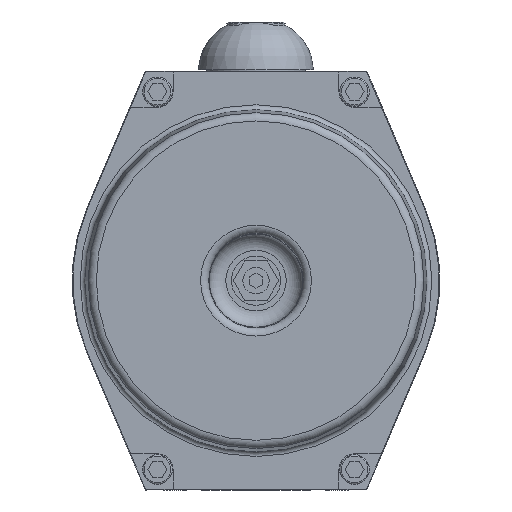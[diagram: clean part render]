
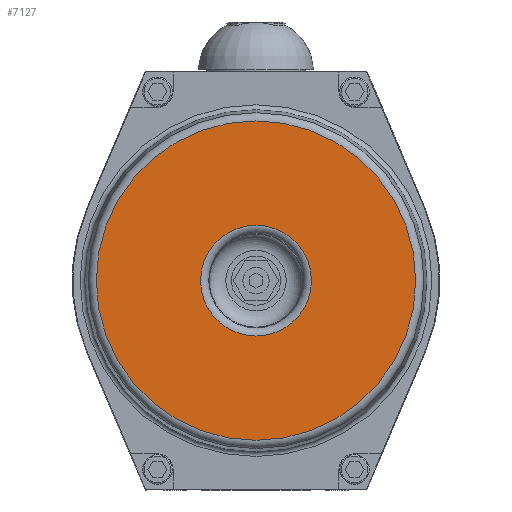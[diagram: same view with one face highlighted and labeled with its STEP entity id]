
A CAD part, left-side view. The second image highlights one B-rep face of the part: STEP entity #7127.
In plain terms, the highlighted planar face has unit normal (-1, 0, 0).
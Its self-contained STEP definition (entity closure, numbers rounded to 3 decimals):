
#199=PLANE('',#7548);
#454=CIRCLE('',#7518,97.261);
#460=CIRCLE('',#7549,33.745);
#1316=ORIENTED_EDGE('',*,*,#2182,.F.);
#1317=ORIENTED_EDGE('',*,*,#2240,.F.);
#2182=EDGE_CURVE('',#2745,#2745,#454,.T.);
#2240=EDGE_CURVE('',#2795,#2795,#460,.F.);
#2745=VERTEX_POINT('',#10071);
#2795=VERTEX_POINT('',#10204);
#4179=EDGE_LOOP('',(#1316));
#4180=EDGE_LOOP('',(#1317));
#4608=FACE_BOUND('',#4179,.T.);
#4609=FACE_BOUND('',#4180,.T.);
#7127=ADVANCED_FACE('',(#4608,#4609),#199,.F.);
#7518=AXIS2_PLACEMENT_3D('',#10070,#8459,#8460);
#7548=AXIS2_PLACEMENT_3D('',#10202,#8571,#8572);
#7549=AXIS2_PLACEMENT_3D('',#10203,#8573,#8574);
#8459=DIRECTION('',(1.,0.,0.));
#8460=DIRECTION('',(0.,0.,-1.));
#8571=DIRECTION('',(1.,0.,0.));
#8572=DIRECTION('',(0.,1.,0.));
#8573=DIRECTION('',(1.,0.,0.));
#8574=DIRECTION('',(0.,0.,-1.));
#10070=CARTESIAN_POINT('',(-211.,0.,0.));
#10071=CARTESIAN_POINT('',(-211.,0.,-97.261));
#10202=CARTESIAN_POINT('',(-211.,65.5,0.));
#10203=CARTESIAN_POINT('',(-211.,0.,0.));
#10204=CARTESIAN_POINT('',(-211.,0.,-33.745));
